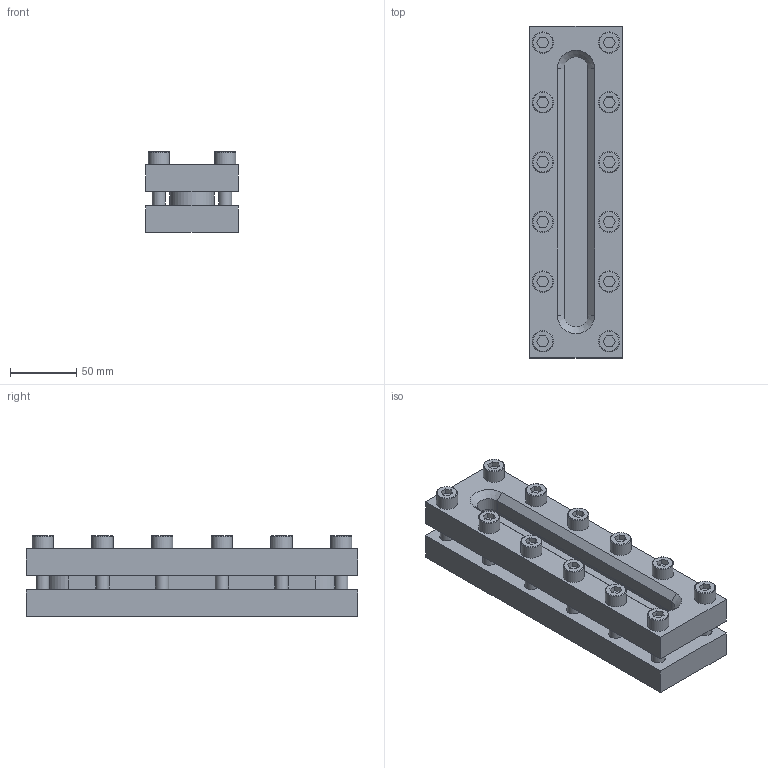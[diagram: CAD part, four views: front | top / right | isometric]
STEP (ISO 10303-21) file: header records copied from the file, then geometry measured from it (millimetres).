
FILE_DESCRIPTION(('HOOPS Exchange Step'),'2;1');
FILE_NAME('BS03_L250.stp','2025-11-27T13:05:01+01:00',('nieru'),('Unknown organisation'),'HOOPS Exchange 2024.2','HOOPS Exchange','Unknown authorisation');
FILE_SCHEMA( ('AP203_CONFIGURATION_CONTROLLED_3D_DESIGN_OF_MECHANICAL_PARTS_AND_ASSEMBLIES_MIM_LF') );
Length unit declared in the file: millimetre
Products named in the file (3): 0; root
Assembly tree (2 placements, depth 3):
  root
    0
      0
Bounding box: 70 x 250 x 61 mm (x, y, z)
Volume: 665236.4 mm3; surface area: 177162.1 mm2
Topology: 17 solids, 17 shells, 312 faces, 825 edges, 574 vertices
Faces by surface type: plane 168, cylinder 78, cone 38, torus 28
Full cylindrical faces by diameter (mm): 8.5 x12, 10 x12, 11 x12, 16 x12
Entity records: 12259 total; most frequent: CARTESIAN_POINT 4170, DIRECTION 1717, ORIENTED_EDGE 1602, EDGE_CURVE 801, AXIS2_PLACEMENT_3D 657, VERTEX_POINT 574, VECTOR 403, LINE 403
